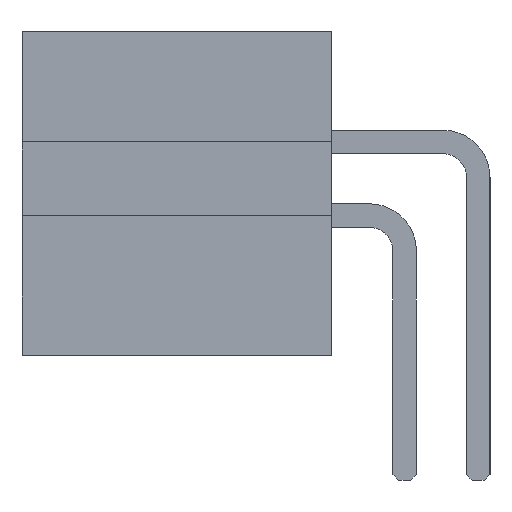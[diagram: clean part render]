
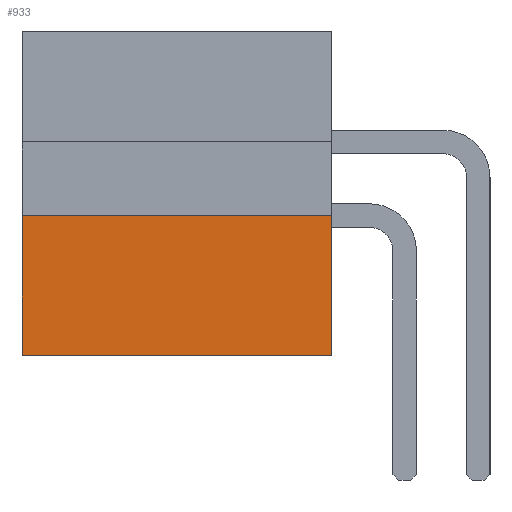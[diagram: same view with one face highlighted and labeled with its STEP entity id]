
A CAD part, left-side view. The second image highlights one B-rep face of the part: STEP entity #933.
In plain terms, the highlighted planar face has unit normal (-1, 0, 0).
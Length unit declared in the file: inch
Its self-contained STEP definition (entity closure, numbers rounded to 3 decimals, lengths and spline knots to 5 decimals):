
#933 = ADVANCED_FACE( '', ( #2040 ), #2041, .F. );
#2040 = FACE_OUTER_BOUND( '', #3338, .T. );
#2041 = PLANE( '', #3339 );
#3338 = EDGE_LOOP( '', ( #6082, #6083, #6084, #6085 ) );
#3339 = AXIS2_PLACEMENT_3D( '', #6086, #6087, #6088 );
#6082 = ORIENTED_EDGE( '', *, *, #9402, .F. );
#6083 = ORIENTED_EDGE( '', *, *, #8576, .T. );
#6084 = ORIENTED_EDGE( '', *, *, #9403, .T. );
#6085 = ORIENTED_EDGE( '', *, *, #8623, .T. );
#6086 = CARTESIAN_POINT( '', ( -0.425, 0.21, 0.1 ) );
#6087 = DIRECTION( '', ( 1., 0., 0. ) );
#6088 = DIRECTION( '', ( 0., 0., -1. ) );
#8576 = EDGE_CURVE( '', #10525, #10530, #10532, .T. );
#8623 = EDGE_CURVE( '', #10605, #10609, #10611, .T. );
#9402 = EDGE_CURVE( '', #10525, #10609, #11849, .T. );
#9403 = EDGE_CURVE( '', #10530, #10605, #11850, .T. );
#10525 = VERTEX_POINT( '', #13314 );
#10530 = VERTEX_POINT( '', #13321 );
#10532 = LINE( '', #13324, #13325 );
#10605 = VERTEX_POINT( '', #13426 );
#10609 = VERTEX_POINT( '', #13432 );
#10611 = LINE( '', #13435, #13436 );
#11849 = LINE( '', #15258, #15259 );
#11850 = LINE( '', #15260, #15261 );
#13314 = CARTESIAN_POINT( '', ( -0.425, 0., -0.025 ) );
#13321 = CARTESIAN_POINT( '', ( -0.425, 0.21, -0.025 ) );
#13324 = CARTESIAN_POINT( '', ( -0.425, 0.21, -0.025 ) );
#13325 = VECTOR( '', #16480, 39.37008 );
#13426 = CARTESIAN_POINT( '', ( -0.425, 0.21, -0.12 ) );
#13432 = CARTESIAN_POINT( '', ( -0.425, 0., -0.12 ) );
#13435 = CARTESIAN_POINT( '', ( -0.425, 0.21, -0.12 ) );
#13436 = VECTOR( '', #16530, 39.37008 );
#15258 = CARTESIAN_POINT( '', ( -0.425, 0., 0.1 ) );
#15259 = VECTOR( '', #17271, 39.37008 );
#15260 = CARTESIAN_POINT( '', ( -0.425, 0.21, 0.1 ) );
#15261 = VECTOR( '', #17272, 39.37008 );
#16480 = DIRECTION( '', ( 0., 1., 0. ) );
#16530 = DIRECTION( '', ( 0., -1., 0. ) );
#17271 = DIRECTION( '', ( 0., 0., -1. ) );
#17272 = DIRECTION( '', ( 0., 0., -1. ) );
